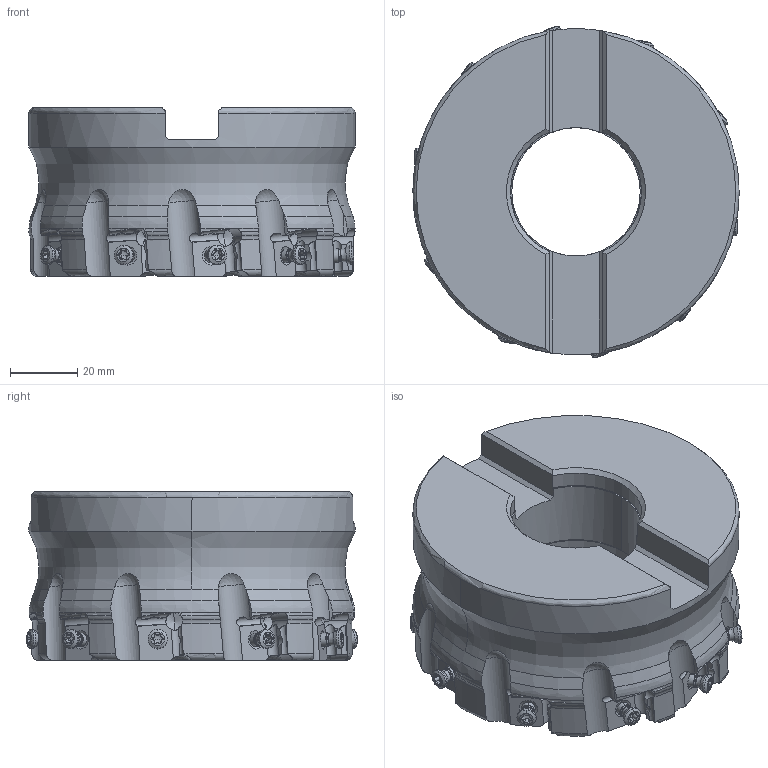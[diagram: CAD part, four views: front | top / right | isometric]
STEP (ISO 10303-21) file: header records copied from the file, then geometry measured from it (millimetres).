
FILE_DESCRIPTION(/* description */ (''),/* implementation_level */ '2;1');
FILE_NAME(/* name */ 'VOX400UR0410E.stp',/* time_stamp */ '2019-03-26T13:44:52+09:00',/* author */ (''),/* organization */ (''),/* preprocessor_version */ 'ST-DEVELOPER v16',/* originating_system */ 'SIEMENS PLM Software NX 10.0',/* authorisation */ '');
FILE_SCHEMA (('AUTOMOTIVE_DESIGN { 1 0 10303 214 3 1 1 1 }'));
Length unit declared in the file: millimetre
Products named in the file (1): VOX400UR0410E_ASM
Bounding box: 96.77 x 98.22 x 50.1 mm (x, y, z)
Volume: 236535.2 mm3; surface area: 39178.6 mm2
Topology: 11 solids, 11 shells, 846 faces, 2495 edges, 1611 vertices
Faces by surface type: cylinder 358, cone 178, plane 160, torus 110, sphere 40
Entity records: 36521 total; most frequent: CARTESIAN_POINT 14498, ORIENTED_EDGE 4830, DIRECTION 4430, EDGE_CURVE 2415, AXIS2_PLACEMENT_3D 1848, VERTEX_POINT 1611, CIRCLE 904, EDGE_LOOP 868
